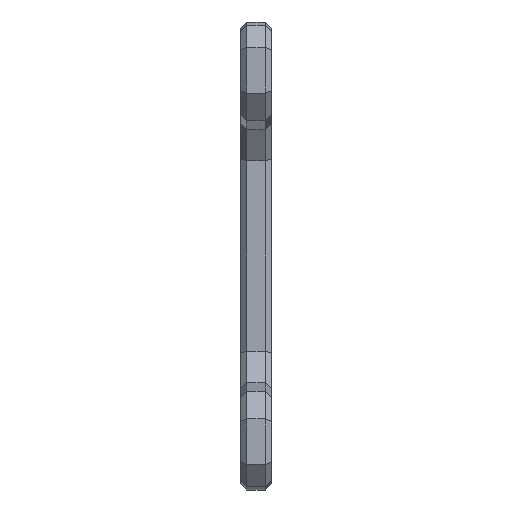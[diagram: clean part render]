
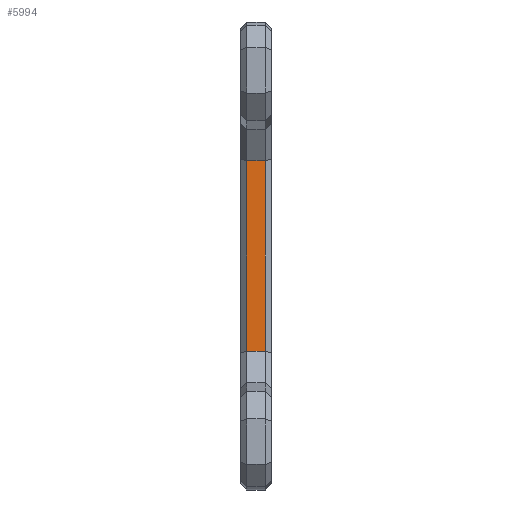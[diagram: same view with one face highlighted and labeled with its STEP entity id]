
A CAD part, left-side view. The second image highlights one B-rep face of the part: STEP entity #5994.
In plain terms, the highlighted planar face has unit normal (-1, 0, 0).
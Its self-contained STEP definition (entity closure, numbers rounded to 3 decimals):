
#644=FACE_OUTER_BOUND('',#1034,.T.);
#1034=EDGE_LOOP('',(#5388,#5389,#5390,#5391));
#1490=LINE('',#9318,#2173);
#1609=LINE('',#9597,#2292);
#1717=LINE('',#9893,#2400);
#1718=LINE('',#9895,#2401);
#2173=VECTOR('',#7249,10.);
#2292=VECTOR('',#7548,10.);
#2400=VECTOR('',#7880,10.);
#2401=VECTOR('',#7883,10.);
#2824=VERTEX_POINT('',#9312);
#2825=VERTEX_POINT('',#9316);
#2894=VERTEX_POINT('',#9592);
#2895=VERTEX_POINT('',#9596);
#3483=EDGE_CURVE('',#2825,#2824,#1490,.T.);
#3622=EDGE_CURVE('',#2895,#2894,#1609,.T.);
#3740=EDGE_CURVE('',#2825,#2894,#1717,.T.);
#3741=EDGE_CURVE('',#2824,#2895,#1718,.T.);
#5388=ORIENTED_EDGE('',*,*,#3483,.F.);
#5389=ORIENTED_EDGE('',*,*,#3740,.T.);
#5390=ORIENTED_EDGE('',*,*,#3622,.F.);
#5391=ORIENTED_EDGE('',*,*,#3741,.F.);
#5656=PLANE('',#6409);
#5994=ADVANCED_FACE('',(#644),#5656,.T.);
#6409=AXIS2_PLACEMENT_3D('',#9894,#7881,#7882);
#7249=DIRECTION('',(0.,0.,-1.));
#7548=DIRECTION('',(0.,0.,1.));
#7880=DIRECTION('',(0.,1.,0.));
#7881=DIRECTION('center_axis',(-1.,0.,0.));
#7882=DIRECTION('ref_axis',(0.,0.,1.));
#7883=DIRECTION('',(0.,1.,0.));
#9312=CARTESIAN_POINT('',(-72.89,0.5,-7.872));
#9316=CARTESIAN_POINT('',(-72.89,0.5,7.872));
#9318=CARTESIAN_POINT('',(-72.89,0.5,-3.936));
#9592=CARTESIAN_POINT('',(-72.89,2.,7.872));
#9596=CARTESIAN_POINT('',(-72.89,2.,-7.872));
#9597=CARTESIAN_POINT('',(-72.89,2.,-3.936));
#9893=CARTESIAN_POINT('',(-72.89,0.,7.872));
#9894=CARTESIAN_POINT('Origin',(-72.89,0.,-7.872));
#9895=CARTESIAN_POINT('',(-72.89,0.,-7.872));
